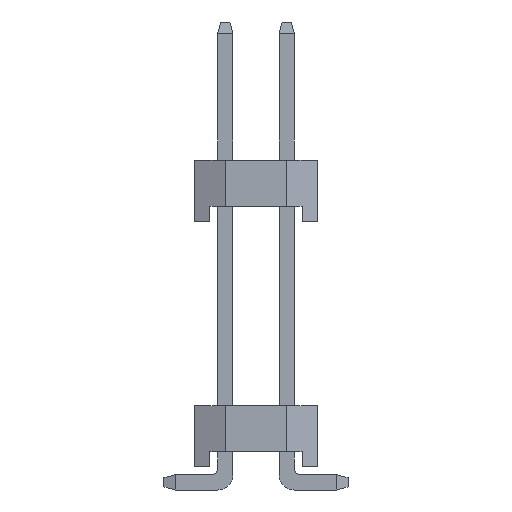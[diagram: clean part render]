
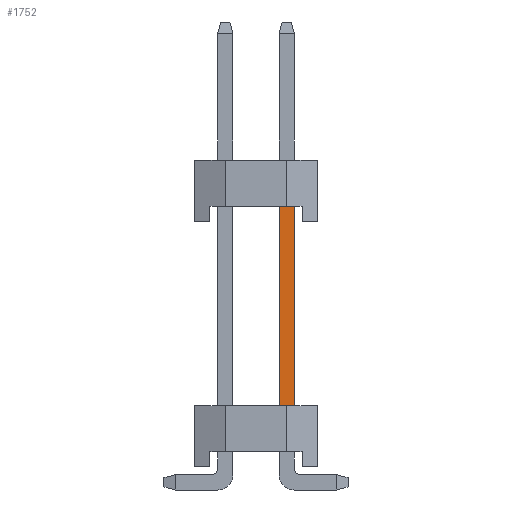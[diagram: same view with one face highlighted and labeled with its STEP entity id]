
A CAD part, left-side view. The second image highlights one B-rep face of the part: STEP entity #1752.
In plain terms, the highlighted planar face has unit normal (-1, 0, 0).
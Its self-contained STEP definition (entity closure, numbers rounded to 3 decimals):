
#237 = VECTOR ( 'NONE', #7975, 1000. ) ;
#736 = LINE ( 'NONE', #15379, #237 ) ;
#808 = VECTOR ( 'NONE', #1242, 1000. ) ;
#1242 = DIRECTION ( 'NONE',  ( 0., 0., -1. ) ) ;
#1548 = VERTEX_POINT ( 'NONE', #12182 ) ;
#1752 = ADVANCED_FACE ( 'NONE', ( #31089 ), #24013, .F. ) ;
#2715 = VERTEX_POINT ( 'NONE', #17794 ) ;
#4694 = DIRECTION ( 'NONE',  ( 0., 1., 0. ) ) ;
#6423 = ORIENTED_EDGE ( 'NONE', *, *, #10909, .F. ) ;
#7975 = DIRECTION ( 'NONE',  ( 0., 0., 1. ) ) ;
#8932 = AXIS2_PLACEMENT_3D ( 'NONE', #20732, #15808, #23692 ) ;
#10075 = DIRECTION ( 'NONE',  ( 0., 1., 0. ) ) ;
#10416 = CARTESIAN_POINT ( 'NONE',  ( -39.25, -0.75, 2. ) ) ;
#10909 = EDGE_CURVE ( 'NONE', #2715, #25876, #28557, .T. ) ;
#10999 = VECTOR ( 'NONE', #10075, 1000. ) ;
#11124 = EDGE_CURVE ( 'NONE', #2715, #1548, #29860, .T. ) ;
#12182 = CARTESIAN_POINT ( 'NONE',  ( -39.25, -0.75, 8.5 ) ) ;
#13488 = CARTESIAN_POINT ( 'NONE',  ( -39.25, -1.25, 2. ) ) ;
#14689 = ORIENTED_EDGE ( 'NONE', *, *, #23947, .F. ) ;
#15048 = CARTESIAN_POINT ( 'NONE',  ( -39.25, -0.75, 8.5 ) ) ;
#15379 = CARTESIAN_POINT ( 'NONE',  ( -39.25, -0.75, 14.5 ) ) ;
#15587 = CARTESIAN_POINT ( 'NONE',  ( -39.25, -1.25, 14.5 ) ) ;
#15808 = DIRECTION ( 'NONE',  ( 1., 0., 0. ) ) ;
#17555 = EDGE_CURVE ( 'NONE', #25876, #30748, #30632, .T. ) ;
#17794 = CARTESIAN_POINT ( 'NONE',  ( -39.25, -1.25, 8.5 ) ) ;
#17978 = ORIENTED_EDGE ( 'NONE', *, *, #17555, .F. ) ;
#20732 = CARTESIAN_POINT ( 'NONE',  ( -39.25, -1.45, -0.05 ) ) ;
#22181 = EDGE_LOOP ( 'NONE', ( #14689, #17978, #6423, #30104 ) ) ;
#23692 = DIRECTION ( 'NONE',  ( 0., 0., -1. ) ) ;
#23947 = EDGE_CURVE ( 'NONE', #30748, #1548, #736, .T. ) ;
#24013 = PLANE ( 'NONE',  #8932 ) ;
#25876 = VERTEX_POINT ( 'NONE', #13488 ) ;
#28557 = LINE ( 'NONE', #15587, #808 ) ;
#29860 = LINE ( 'NONE', #15048, #32332 ) ;
#30104 = ORIENTED_EDGE ( 'NONE', *, *, #11124, .T. ) ;
#30195 = CARTESIAN_POINT ( 'NONE',  ( -39.25, -0.75, 2. ) ) ;
#30632 = LINE ( 'NONE', #10416, #10999 ) ;
#30748 = VERTEX_POINT ( 'NONE', #30195 ) ;
#31089 = FACE_OUTER_BOUND ( 'NONE', #22181, .T. ) ;
#32332 = VECTOR ( 'NONE', #4694, 1000. ) ;
